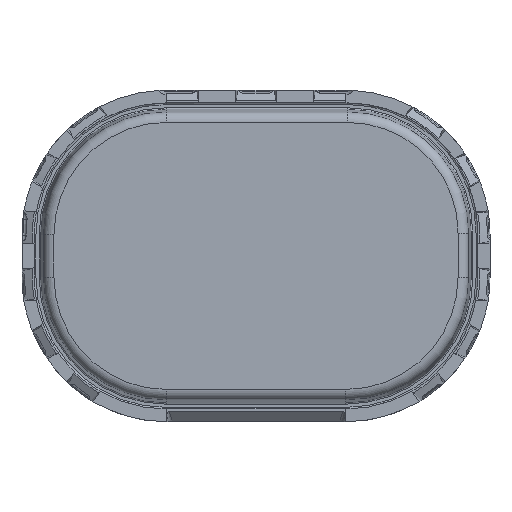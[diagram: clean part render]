
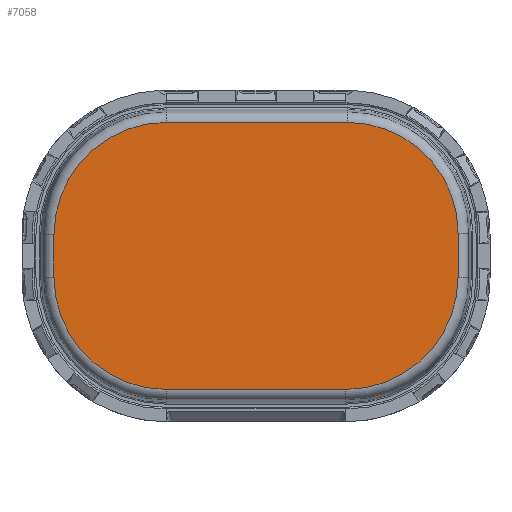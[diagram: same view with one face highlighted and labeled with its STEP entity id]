
A CAD part, top view. The second image highlights one B-rep face of the part: STEP entity #7058.
In plain terms, the highlighted planar face has unit normal (0, 0, 1).
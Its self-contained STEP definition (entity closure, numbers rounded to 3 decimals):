
#2093=CARTESIAN_POINT('',(55.275,3.935,13.77));
#2094=DIRECTION('',(0.,0.,1.));
#2095=DIRECTION('',(0.,-1.,0.));
#2096=AXIS2_PLACEMENT_3D('',#2093,#2094,#2095);
#2098=DIRECTION('',(1.,0.,0.));
#2099=VECTOR('',#2098,110.55);
#2100=CARTESIAN_POINT('',(-55.275,-65.142,13.77));
#2101=LINE('',#2100,#2099);
#2102=CARTESIAN_POINT('',(-55.275,3.935,13.77));
#2103=DIRECTION('',(0.,0.,1.));
#2104=DIRECTION('',(-1.,0.,0.));
#2105=AXIS2_PLACEMENT_3D('',#2102,#2103,#2104);
#2107=DIRECTION('',(0.,-1.,0.));
#2108=VECTOR('',#2107,26.13);
#2109=CARTESIAN_POINT('',(-124.352,30.065,13.77));
#2110=LINE('',#2109,#2108);
#2111=CARTESIAN_POINT('',(-55.275,30.065,13.77));
#2112=DIRECTION('',(0.,0.,1.));
#2113=DIRECTION('',(0.,1.,0.));
#2114=AXIS2_PLACEMENT_3D('',#2111,#2112,#2113);
#2116=DIRECTION('',(-1.,0.,0.));
#2117=VECTOR('',#2116,111.555);
#2118=CARTESIAN_POINT('',(56.28,99.142,13.77));
#2119=LINE('',#2118,#2117);
#2120=CARTESIAN_POINT('',(56.28,31.07,13.77));
#2121=DIRECTION('',(0.,0.,1.));
#2122=DIRECTION('',(1.,0.,0.));
#2123=AXIS2_PLACEMENT_3D('',#2120,#2121,#2122);
#2125=DIRECTION('',(0.,1.,0.));
#2126=VECTOR('',#2125,27.135);
#2127=CARTESIAN_POINT('',(124.352,3.935,13.77));
#2128=LINE('',#2127,#2126);
#4108=CARTESIAN_POINT('',(55.275,-65.142,13.77));
#4109=CARTESIAN_POINT('',(124.352,3.935,13.77));
#4110=VERTEX_POINT('',#4108);
#4111=VERTEX_POINT('',#4109);
#4116=CARTESIAN_POINT('',(124.352,31.07,13.77));
#4117=VERTEX_POINT('',#4116);
#4120=CARTESIAN_POINT('',(56.28,99.142,13.77));
#4121=VERTEX_POINT('',#4120);
#4124=CARTESIAN_POINT('',(-55.275,99.142,13.77));
#4125=VERTEX_POINT('',#4124);
#4128=CARTESIAN_POINT('',(-124.352,30.065,13.77));
#4129=VERTEX_POINT('',#4128);
#4132=CARTESIAN_POINT('',(-124.352,3.935,13.77));
#4133=VERTEX_POINT('',#4132);
#4136=CARTESIAN_POINT('',(-55.275,-65.142,13.77));
#4137=VERTEX_POINT('',#4136);
#7036=CARTESIAN_POINT('',(0.,17.,13.77));
#7037=DIRECTION('',(0.,0.,-1.));
#7038=DIRECTION('',(-1.,0.,0.));
#7039=AXIS2_PLACEMENT_3D('',#7036,#7037,#7038);
#7040=PLANE('',#7039);
#7042=ORIENTED_EDGE('',*,*,#7041,.F.);
#7044=ORIENTED_EDGE('',*,*,#7043,.F.);
#7046=ORIENTED_EDGE('',*,*,#7045,.F.);
#7048=ORIENTED_EDGE('',*,*,#7047,.F.);
#7050=ORIENTED_EDGE('',*,*,#7049,.F.);
#7052=ORIENTED_EDGE('',*,*,#7051,.F.);
#7053=ORIENTED_EDGE('',*,*,#7026,.F.);
#7055=ORIENTED_EDGE('',*,*,#7054,.F.);
#7056=EDGE_LOOP('',(#7042,#7044,#7046,#7048,#7050,#7052,#7053,#7055));
#7057=FACE_OUTER_BOUND('',#7056,.F.);
#7058=ADVANCED_FACE('',(#7057),#7040,.F.);
#2097=CIRCLE('',#2096,69.077);
#2106=CIRCLE('',#2105,69.077);
#2115=CIRCLE('',#2114,69.077);
#2124=CIRCLE('',#2123,68.072);
#7026=EDGE_CURVE('',#4117,#4121,#2124,.T.);
#7041=EDGE_CURVE('',#4110,#4111,#2097,.T.);
#7043=EDGE_CURVE('',#4137,#4110,#2101,.T.);
#7045=EDGE_CURVE('',#4133,#4137,#2106,.T.);
#7047=EDGE_CURVE('',#4129,#4133,#2110,.T.);
#7049=EDGE_CURVE('',#4125,#4129,#2115,.T.);
#7051=EDGE_CURVE('',#4121,#4125,#2119,.T.);
#7054=EDGE_CURVE('',#4111,#4117,#2128,.T.);
